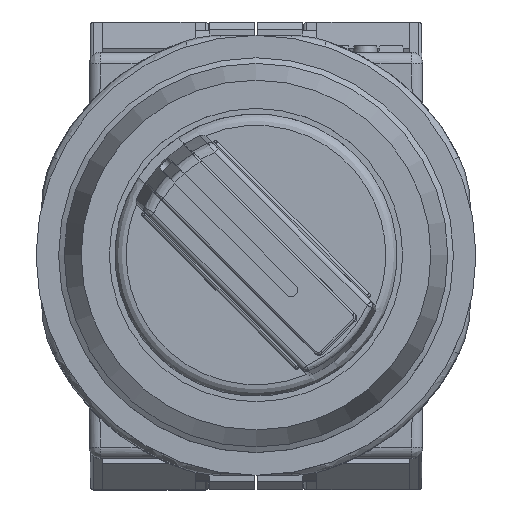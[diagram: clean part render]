
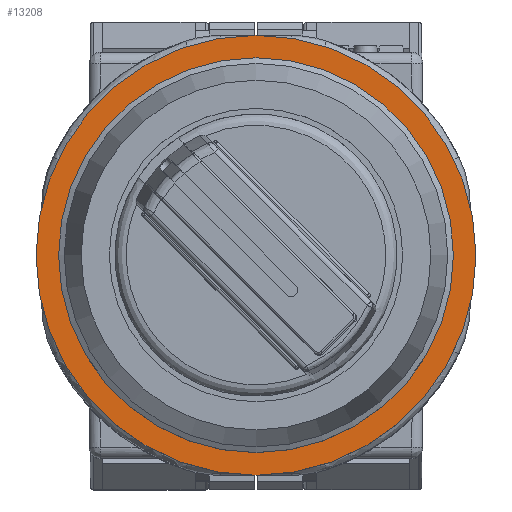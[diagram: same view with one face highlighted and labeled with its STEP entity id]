
A CAD part, top view. The second image highlights one B-rep face of the part: STEP entity #13208.
In plain terms, the highlighted planar face has unit normal (0, 0, 1).
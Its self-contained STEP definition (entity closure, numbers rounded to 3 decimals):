
#677 = DIRECTION ( 'NONE',  ( -1., 0., 0. ) ) ;
#889 = CARTESIAN_POINT ( 'NONE',  ( -19.5, 0., 1.5 ) ) ;
#1858 = EDGE_CURVE ( 'NONE', #12700, #12700, #14480, .T. ) ;
#2997 = CIRCLE ( 'NONE', #12630, 14.75 ) ;
#3145 = DIRECTION ( 'NONE',  ( 1., 0., 0. ) ) ;
#4433 = PLANE ( 'NONE',  #15914 ) ;
#4817 = AXIS2_PLACEMENT_3D ( 'NONE', #7213, #12479, #677 ) ;
#4853 = DIRECTION ( 'NONE',  ( 0., 0., 1. ) ) ;
#5046 = ORIENTED_EDGE ( 'NONE', *, *, #1858, .T. ) ;
#6093 = EDGE_LOOP ( 'NONE', ( #13875 ) ) ;
#7213 = CARTESIAN_POINT ( 'NONE',  ( 0., 0., 1.5 ) ) ;
#9695 = CARTESIAN_POINT ( 'NONE',  ( -19.734, -19.734, 1.5 ) ) ;
#10118 = DIRECTION ( 'NONE',  ( -1., 0., 0. ) ) ;
#10454 = VERTEX_POINT ( 'NONE', #15716 ) ;
#10793 = EDGE_LOOP ( 'NONE', ( #5046 ) ) ;
#10991 = FACE_BOUND ( 'NONE', #6093, .T. ) ;
#12479 = DIRECTION ( 'NONE',  ( 0., 0., 1. ) ) ;
#12630 = AXIS2_PLACEMENT_3D ( 'NONE', #16667, #4853, #10118 ) ;
#12700 = VERTEX_POINT ( 'NONE', #889 ) ;
#13208 = ADVANCED_FACE ( 'NONE', ( #10991, #16245 ), #4433, .T. ) ;
#13875 = ORIENTED_EDGE ( 'NONE', *, *, #15751, .F. ) ;
#14480 = CIRCLE ( 'NONE', #4817, 19.5 ) ;
#14956 = DIRECTION ( 'NONE',  ( 0., 0., 1. ) ) ;
#15716 = CARTESIAN_POINT ( 'NONE',  ( -14.75, 0., 1.5 ) ) ;
#15751 = EDGE_CURVE ( 'NONE', #10454, #10454, #2997, .T. ) ;
#15914 = AXIS2_PLACEMENT_3D ( 'NONE', #9695, #14956, #3145 ) ;
#16245 = FACE_OUTER_BOUND ( 'NONE', #10793, .T. ) ;
#16667 = CARTESIAN_POINT ( 'NONE',  ( 0., 0., 1.5 ) ) ;
